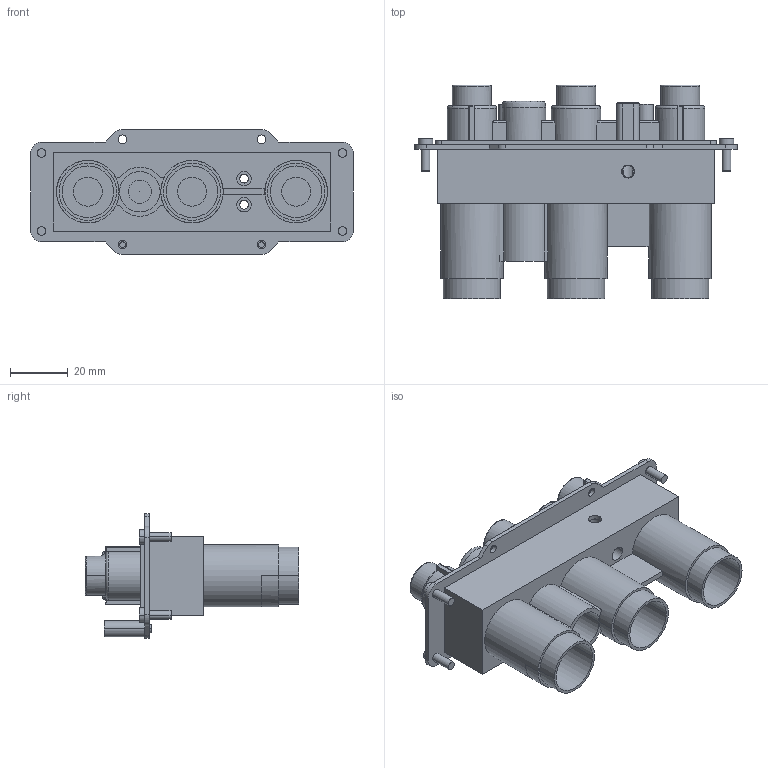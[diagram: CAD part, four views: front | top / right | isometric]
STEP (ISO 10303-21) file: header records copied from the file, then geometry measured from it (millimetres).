
FILE_DESCRIPTION((''),'2;1');
FILE_NAME('HK-003_0-F','2017-09-15T',('tl.yang'),(''),'PRO/ENGINEER BY PARAMETRIC TECHNOLOGY CORPORATION, 2011500','PRO/ENGINEER BY PARAMETRIC TECHNOLOGY CORPORATION, 2011500','');
FILE_SCHEMA(('CONFIG_CONTROL_DESIGN'));
Length unit declared in the file: millimetre
Products named in the file (1): HK-003_0-F
Bounding box: 111.5 x 73.8 x 43 mm (x, y, z)
Volume: 88710 mm3; surface area: 37431.4 mm2
Topology: 1 solids, 1 shells, 511 faces, 1340 edges, 879 vertices
Faces by surface type: plane 297, cylinder 178, torus 16, cone 10, sphere 8, revolution 2
Entity records: 15932 total; most frequent: CARTESIAN_POINT 2980, DIRECTION 2726, ORIENTED_EDGE 2660, EDGE_CURVE 1330, AXIS2_PLACEMENT_3D 931, VERTEX_POINT 879, VECTOR 862, LINE 862
